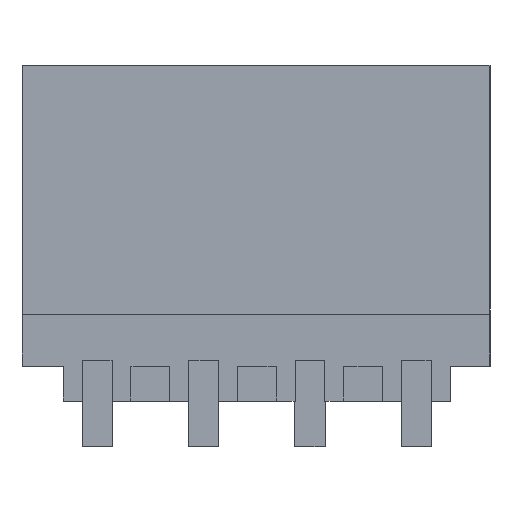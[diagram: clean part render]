
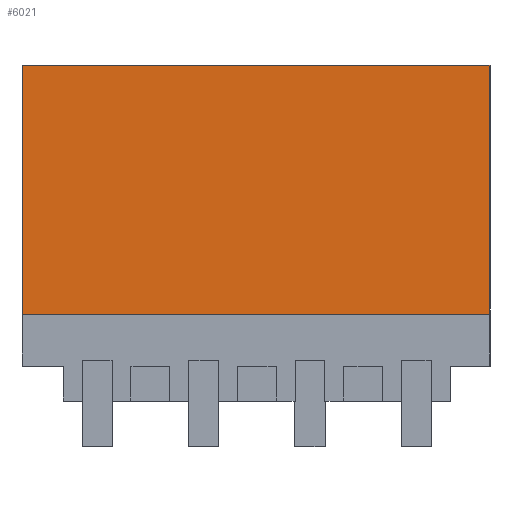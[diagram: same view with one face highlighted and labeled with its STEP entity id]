
A CAD part, front view. The second image highlights one B-rep face of the part: STEP entity #6021.
In plain terms, the highlighted planar face has unit normal (0, -1, 0).
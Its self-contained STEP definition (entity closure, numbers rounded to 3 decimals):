
#6013=AXIS2_PLACEMENT_3D('Plane Axis2P3D',#6010,#6011,#6012) ;
#1832=CARTESIAN_POINT('Line Origine',(0.,0.,8.45)) ;
#1836=CARTESIAN_POINT('Vertex',(0.,0.,12.55)) ;
#1838=CARTESIAN_POINT('Vertex',(0.,0.,4.35)) ;
#1866=CARTESIAN_POINT('Line Origine',(7.7,0.,12.55)) ;
#1870=CARTESIAN_POINT('Vertex',(15.4,0.,12.55)) ;
#3945=CARTESIAN_POINT('Vertex',(15.4,0.,4.35)) ;
#3953=CARTESIAN_POINT('Line Origine',(15.4,0.,8.45)) ;
#5219=CARTESIAN_POINT('Line Origine',(7.7,0.,4.35)) ;
#6010=CARTESIAN_POINT('Axis2P3D Location',(-2.775,0.,1.5)) ;
#1833=DIRECTION('Vector Direction',(0.,0.,-1.)) ;
#1867=DIRECTION('Vector Direction',(1.,0.,0.)) ;
#3954=DIRECTION('Vector Direction',(0.,0.,1.)) ;
#5220=DIRECTION('Vector Direction',(-1.,0.,0.)) ;
#6011=DIRECTION('Axis2P3D Direction',(0.,1.,0.)) ;
#6012=DIRECTION('Axis2P3D XDirection',(0.,0.,-1.)) ;
#1834=VECTOR('Line Direction',#1833,1.) ;
#1868=VECTOR('Line Direction',#1867,1.) ;
#3955=VECTOR('Line Direction',#3954,1.) ;
#5221=VECTOR('Line Direction',#5220,1.) ;
#6016=ORIENTED_EDGE('',*,*,#5223,.F.) ;
#6017=ORIENTED_EDGE('',*,*,#3957,.T.) ;
#6018=ORIENTED_EDGE('',*,*,#1872,.F.) ;
#6019=ORIENTED_EDGE('',*,*,#1840,.T.) ;
#6021=ADVANCED_FACE('HOUSING',(#6020),#6014,.F.) ;
#1840=EDGE_CURVE('',#1837,#1839,#1835,.T.) ;
#1872=EDGE_CURVE('',#1837,#1871,#1869,.T.) ;
#3957=EDGE_CURVE('',#3946,#1871,#3956,.T.) ;
#5223=EDGE_CURVE('',#3946,#1839,#5222,.T.) ;
#6015=EDGE_LOOP('',(#6016,#6017,#6018,#6019)) ;
#6020=FACE_OUTER_BOUND('',#6015,.T.) ;
#1835=LINE('Line',#1832,#1834) ;
#1869=LINE('Line',#1866,#1868) ;
#3956=LINE('Line',#3953,#3955) ;
#5222=LINE('Line',#5219,#5221) ;
#6014=PLANE('',#6013) ;
#1837=VERTEX_POINT('',#1836) ;
#1839=VERTEX_POINT('',#1838) ;
#1871=VERTEX_POINT('',#1870) ;
#3946=VERTEX_POINT('',#3945) ;
